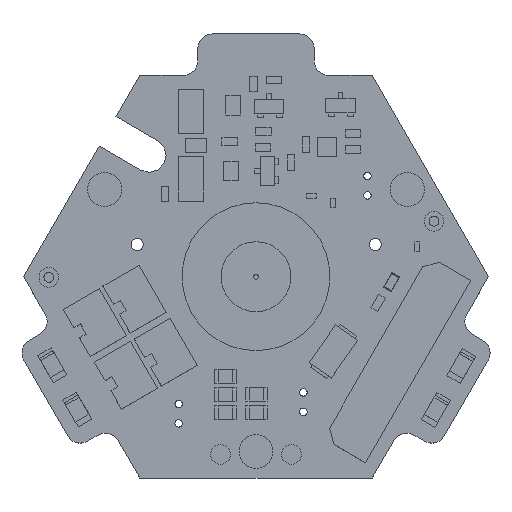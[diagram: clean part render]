
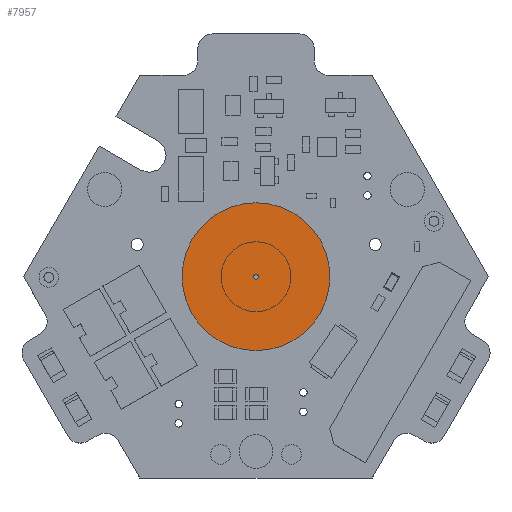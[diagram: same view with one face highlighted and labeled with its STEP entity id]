
A CAD part, top view. The second image highlights one B-rep face of the part: STEP entity #7957.
In plain terms, the highlighted planar face has unit normal (0, 0, 1).
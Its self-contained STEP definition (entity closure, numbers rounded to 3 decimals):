
#7929 = VERTEX_POINT('',#7930);
#7930 = CARTESIAN_POINT('',(7.62,0.,0.));
#7936 = EDGE_CURVE('',#7929,#7929,#7937,.T.);
#7937 = CIRCLE('',#7938,7.62);
#7938 = AXIS2_PLACEMENT_3D('',#7939,#7940,#7941);
#7939 = CARTESIAN_POINT('',(0.,0.,0.));
#7940 = DIRECTION('',(0.,0.,1.));
#7941 = DIRECTION('',(1.,0.,0.));
#7957 = ADVANCED_FACE('',(#7958),#7961,.F.);
#7958 = FACE_BOUND('',#7959,.T.);
#7959 = EDGE_LOOP('',(#7960));
#7960 = ORIENTED_EDGE('',*,*,#7936,.T.);
#7961 = PLANE('',#7962);
#7962 = AXIS2_PLACEMENT_3D('',#7963,#7964,#7965);
#7963 = CARTESIAN_POINT('',(7.62,0.,0.));
#7964 = DIRECTION('',(0.,0.,-1.));
#7965 = DIRECTION('',(-1.,0.,0.));
